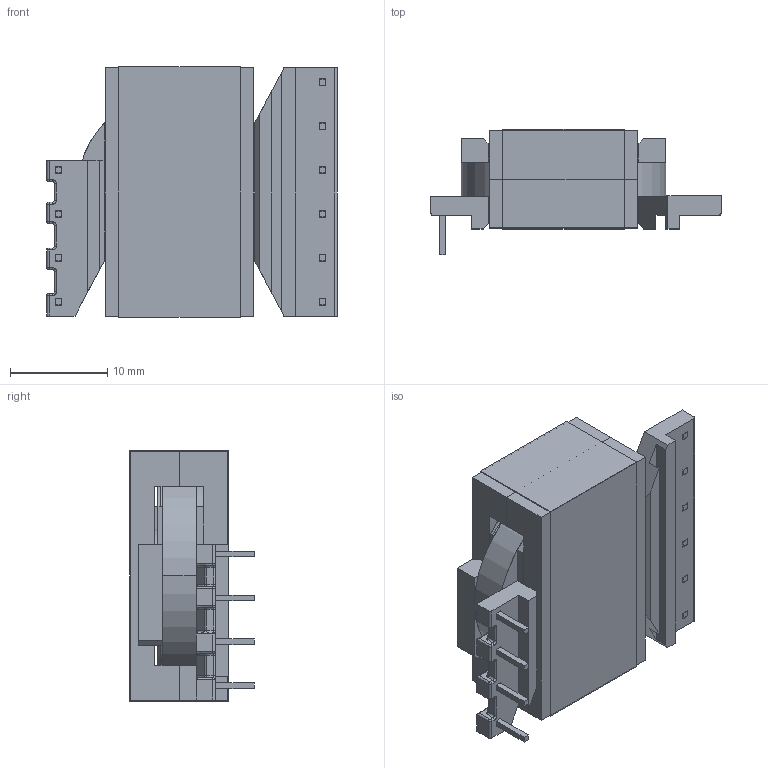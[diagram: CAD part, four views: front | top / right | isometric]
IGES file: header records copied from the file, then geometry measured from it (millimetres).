
Start section: SolidWorks IGES file using analytic representation for surfaces
Global section: file name: ER25_7023_MP5-6-7-8-9-10.IGS; native system: SolidWorks 2017; preprocessor: SolidWorks 2017; author: e.wtnpm; date: 210701.154700; units: inch
Bounding box: 29.82 x 12.81 x 25.7 mm (x, y, z)
Surface area: 7505.1 mm2 (no closed solid volume)
Topology: 0 solids, 0 shells, 383 faces, 2612 edges, 2604 vertices
Faces by surface type: bspline 277, revolution 106
